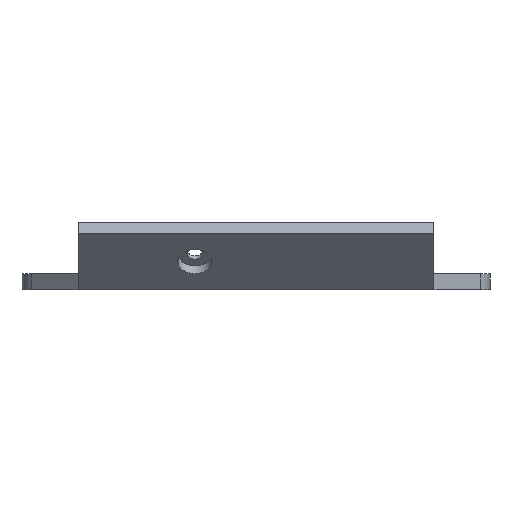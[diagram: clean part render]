
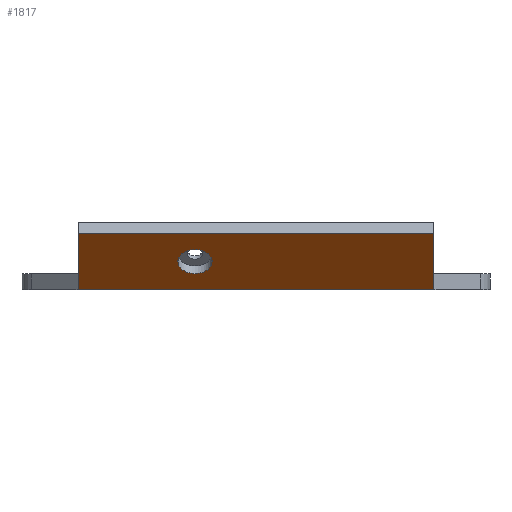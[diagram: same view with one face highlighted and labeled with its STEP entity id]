
A CAD part, front view. The second image highlights one B-rep face of the part: STEP entity #1817.
In plain terms, the highlighted planar face has unit normal (0, -0.707, -0.707).
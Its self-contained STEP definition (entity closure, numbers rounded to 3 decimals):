
#35=FACE_BOUND('',#293,.T.);
#88=PLANE('',#2010);
#182=FACE_OUTER_BOUND('',#292,.T.);
#292=EDGE_LOOP('',(#1669,#1670,#1671,#1672));
#293=EDGE_LOOP('',(#1673));
#474=LINE('',#3054,#656);
#476=LINE('',#3058,#658);
#477=LINE('',#3060,#659);
#478=LINE('',#3061,#660);
#656=VECTOR('',#2524,1.);
#658=VECTOR('',#2528,1.);
#659=VECTOR('',#2529,1.);
#660=VECTOR('',#2530,1.);
#735=CIRCLE('',#2001,10.95);
#898=VERTEX_POINT('',#3022);
#909=VERTEX_POINT('',#3051);
#910=VERTEX_POINT('',#3053);
#911=VERTEX_POINT('',#3057);
#912=VERTEX_POINT('',#3059);
#1150=EDGE_CURVE('',#898,#898,#735,.T.);
#1165=EDGE_CURVE('',#910,#909,#474,.T.);
#1167=EDGE_CURVE('',#909,#911,#476,.T.);
#1168=EDGE_CURVE('',#912,#911,#477,.T.);
#1169=EDGE_CURVE('',#910,#912,#478,.T.);
#1669=ORIENTED_EDGE('',*,*,#1167,.T.);
#1670=ORIENTED_EDGE('',*,*,#1168,.F.);
#1671=ORIENTED_EDGE('',*,*,#1169,.F.);
#1672=ORIENTED_EDGE('',*,*,#1165,.T.);
#1673=ORIENTED_EDGE('',*,*,#1150,.T.);
#1817=ADVANCED_FACE('',(#182,#35),#88,.F.);
#2001=AXIS2_PLACEMENT_3D('',#3023,#2496,#2497);
#2010=AXIS2_PLACEMENT_3D('',#3056,#2526,#2527);
#2496=DIRECTION('center_axis',(0.,0.707,0.707));
#2497=DIRECTION('ref_axis',(1.,0.,0.));
#2524=DIRECTION('',(1.,0.,0.));
#2526=DIRECTION('center_axis',(0.,0.707,0.707));
#2527=DIRECTION('ref_axis',(0.,-0.707,0.707));
#2528=DIRECTION('',(0.,-0.707,0.707));
#2529=DIRECTION('',(1.,0.,0.));
#2530=DIRECTION('',(0.,-0.707,0.707));
#3022=CARTESIAN_POINT('',(-200.05,-22.169,17.961));
#3023=CARTESIAN_POINT('Origin',(-189.1,-22.169,17.961));
#3051=CARTESIAN_POINT('',(-35.9,-4.208,0.));
#3053=CARTESIAN_POINT('',(-264.1,-4.208,0.));
#3054=CARTESIAN_POINT('',(-264.1,-4.208,0.));
#3056=CARTESIAN_POINT('Origin',(-264.1,-4.208,0.));
#3057=CARTESIAN_POINT('',(-35.9,-40.129,35.921));
#3058=CARTESIAN_POINT('',(-35.9,-4.208,0.));
#3059=CARTESIAN_POINT('',(-264.1,-40.129,35.921));
#3060=CARTESIAN_POINT('',(-264.1,-40.129,35.921));
#3061=CARTESIAN_POINT('',(-264.1,-4.208,0.));
